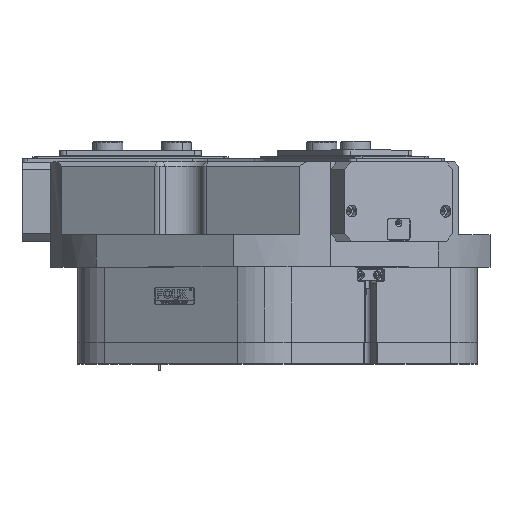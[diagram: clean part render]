
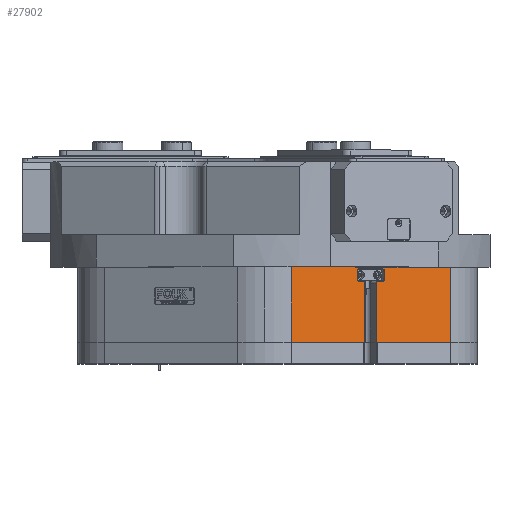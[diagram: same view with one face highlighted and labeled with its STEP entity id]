
A CAD part, top view. The second image highlights one B-rep face of the part: STEP entity #27902.
In plain terms, the highlighted planar face has unit normal (0.5, 0, 0.866).
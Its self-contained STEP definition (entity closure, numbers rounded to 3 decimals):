
#71 = CIRCLE ( 'NONE', #49824, 2.3 ) ;
#422 = VECTOR ( 'NONE', #21133, 1000. ) ;
#907 = CARTESIAN_POINT ( 'NONE',  ( 85.544, 55., 160.767 ) ) ;
#935 = CARTESIAN_POINT ( 'NONE',  ( 80.175, 56.7, 163.867 ) ) ;
#1212 = DIRECTION ( 'NONE',  ( 0., 1., 0. ) ) ;
#3025 = CARTESIAN_POINT ( 'NONE',  ( 78.183, 66., 165.017 ) ) ;
#3055 = LINE ( 'NONE', #907, #23068 ) ;
#3476 = CARTESIAN_POINT ( 'NONE',  ( 101.825, 59., 151.367 ) ) ;
#3484 = VECTOR ( 'NONE', #30768, 1000. ) ;
#3958 = VERTEX_POINT ( 'NONE', #10553 ) ;
#4106 = ORIENTED_EDGE ( 'NONE', *, *, #42750, .T. ) ;
#4611 = AXIS2_PLACEMENT_3D ( 'NONE', #3476, #45752, #33520 ) ;
#5100 = ORIENTED_EDGE ( 'NONE', *, *, #26121, .T. ) ;
#5455 = LINE ( 'NONE', #37302, #10831 ) ;
#5497 = EDGE_CURVE ( 'NONE', #20631, #28047, #3055, .T. ) ;
#5548 = VERTEX_POINT ( 'NONE', #52119 ) ;
#5780 = LINE ( 'NONE', #7508, #16480 ) ;
#5834 = DIRECTION ( 'NONE',  ( 0.866, 0., -0.5 ) ) ;
#7216 = CARTESIAN_POINT ( 'NONE',  ( 101.825, 68.3, 151.367 ) ) ;
#7225 = ORIENTED_EDGE ( 'NONE', *, *, #52126, .T. ) ;
#7508 = CARTESIAN_POINT ( 'NONE',  ( 17., 70., 200.341 ) ) ;
#8621 = EDGE_LOOP ( 'NONE', ( #26771, #31250, #9438, #53132, #10932, #5100, #48976, #7225, #23501, #52224, #44109, #20241, #21597, #23512, #17980, #38968, #55080, #4106 ) ) ;
#8703 = CARTESIAN_POINT ( 'NONE',  ( 80.175, 66., 163.867 ) ) ;
#9409 = CARTESIAN_POINT ( 'NONE',  ( 84.072, 55., 161.617 ) ) ;
#9438 = ORIENTED_EDGE ( 'NONE', *, *, #29214, .T. ) ;
#9561 = CARTESIAN_POINT ( 'NONE',  ( 96.456, 0., 154.467 ) ) ;
#9919 = VERTEX_POINT ( 'NONE', #45105 ) ;
#9921 = CARTESIAN_POINT ( 'NONE',  ( 96.456, 0., 154.467 ) ) ;
#10553 = CARTESIAN_POINT ( 'NONE',  ( 103.817, 59., 150.217 ) ) ;
#10725 = DIRECTION ( 'NONE',  ( 0.5, 0., 0.866 ) ) ;
#10831 = VECTOR ( 'NONE', #41812, 1000. ) ;
#10915 = DIRECTION ( 'NONE',  ( 0., -1., 0. ) ) ;
#10932 = ORIENTED_EDGE ( 'NONE', *, *, #28267, .T. ) ;
#11449 = VERTEX_POINT ( 'NONE', #37915 ) ;
#11471 = PLANE ( 'NONE',  #33973 ) ;
#13540 = DIRECTION ( 'NONE',  ( 0.866, 0., -0.5 ) ) ;
#13851 = DIRECTION ( 'NONE',  ( 0., -1., 0. ) ) ;
#14052 = DIRECTION ( 'NONE',  ( 0.5, 0., 0.866 ) ) ;
#14176 = DIRECTION ( 'NONE',  ( -0.5, 0., -0.866 ) ) ;
#14749 = LINE ( 'NONE', #26810, #47550 ) ;
#15057 = EDGE_CURVE ( 'NONE', #3958, #30213, #42929, .T. ) ;
#15226 = VECTOR ( 'NONE', #32617, 1000. ) ;
#15730 = VERTEX_POINT ( 'NONE', #935 ) ;
#16431 = LINE ( 'NONE', #16856, #422 ) ;
#16480 = VECTOR ( 'NONE', #46545, 1000. ) ;
#16670 = EDGE_CURVE ( 'NONE', #40082, #54361, #41433, .T. ) ;
#16856 = CARTESIAN_POINT ( 'NONE',  ( 364., 70., 0. ) ) ;
#17082 = DIRECTION ( 'NONE',  ( 0.866, 0., -0.5 ) ) ;
#17980 = ORIENTED_EDGE ( 'NONE', *, *, #45004, .F. ) ;
#19834 = EDGE_CURVE ( 'NONE', #21098, #9919, #16431, .T. ) ;
#20241 = ORIENTED_EDGE ( 'NONE', *, *, #21291, .T. ) ;
#20631 = VERTEX_POINT ( 'NONE', #39952 ) ;
#21098 = VERTEX_POINT ( 'NONE', #21929 ) ;
#21133 = DIRECTION ( 'NONE',  ( -0.866, 0., 0.5 ) ) ;
#21291 = EDGE_CURVE ( 'NONE', #30213, #31736, #37379, .T. ) ;
#21597 = ORIENTED_EDGE ( 'NONE', *, *, #34108, .T. ) ;
#21844 = CARTESIAN_POINT ( 'NONE',  ( 165., 0., 114.893 ) ) ;
#21929 = CARTESIAN_POINT ( 'NONE',  ( 165., 70., 114.893 ) ) ;
#22096 = VECTOR ( 'NONE', #1212, 1000. ) ;
#22175 = DIRECTION ( 'NONE',  ( 0., 1., 0. ) ) ;
#23068 = VECTOR ( 'NONE', #22175, 1000. ) ;
#23113 = CARTESIAN_POINT ( 'NONE',  ( 101.825, 66., 151.367 ) ) ;
#23501 = ORIENTED_EDGE ( 'NONE', *, *, #38893, .T. ) ;
#23512 = ORIENTED_EDGE ( 'NONE', *, *, #42284, .T. ) ;
#24207 = VERTEX_POINT ( 'NONE', #21844 ) ;
#24744 = CIRCLE ( 'NONE', #27905, 2.3 ) ;
#25021 = VECTOR ( 'NONE', #49859, 1000. ) ;
#25083 = LINE ( 'NONE', #53972, #25021 ) ;
#25385 = CARTESIAN_POINT ( 'NONE',  ( 85.544, 55., 160.767 ) ) ;
#25401 = VERTEX_POINT ( 'NONE', #7216 ) ;
#25817 = DIRECTION ( 'NONE',  ( 0.5, 0., 0.866 ) ) ;
#25871 = LINE ( 'NONE', #49237, #33934 ) ;
#26121 = EDGE_CURVE ( 'NONE', #5548, #40082, #41611, .T. ) ;
#26393 = EDGE_CURVE ( 'NONE', #55133, #15730, #5455, .T. ) ;
#26582 = LINE ( 'NONE', #45402, #15226 ) ;
#26771 = ORIENTED_EDGE ( 'NONE', *, *, #47272, .F. ) ;
#26810 = CARTESIAN_POINT ( 'NONE',  ( 364., 68.3, 0. ) ) ;
#26873 = CIRCLE ( 'NONE', #35302, 1.7 ) ;
#27220 = CARTESIAN_POINT ( 'NONE',  ( 78.183, 66., 165.017 ) ) ;
#27536 = AXIS2_PLACEMENT_3D ( 'NONE', #8703, #38568, #17082 ) ;
#27902 = ADVANCED_FACE ( 'NONE', ( #45571 ), #11471, .T. ) ;
#27905 = AXIS2_PLACEMENT_3D ( 'NONE', #31922, #53080, #40366 ) ;
#28047 = VERTEX_POINT ( 'NONE', #25385 ) ;
#28267 = EDGE_CURVE ( 'NONE', #15730, #5548, #24744, .T. ) ;
#29214 = EDGE_CURVE ( 'NONE', #28047, #55133, #37429, .T. ) ;
#29443 = LINE ( 'NONE', #43467, #22096 ) ;
#30213 = VERTEX_POINT ( 'NONE', #53706 ) ;
#30768 = DIRECTION ( 'NONE',  ( 0., 1., 0. ) ) ;
#31231 = CARTESIAN_POINT ( 'NONE',  ( 97.928, 56.7, 153.617 ) ) ;
#31250 = ORIENTED_EDGE ( 'NONE', *, *, #5497, .T. ) ;
#31736 = VERTEX_POINT ( 'NONE', #31231 ) ;
#31922 = CARTESIAN_POINT ( 'NONE',  ( 80.175, 59., 163.867 ) ) ;
#32015 = DIRECTION ( 'NONE',  ( -0.866, 0., 0.5 ) ) ;
#32617 = DIRECTION ( 'NONE',  ( -0.866, 0., 0.5 ) ) ;
#33520 = DIRECTION ( 'NONE',  ( 0.866, 0., -0.5 ) ) ;
#33911 = VERTEX_POINT ( 'NONE', #52191 ) ;
#33934 = VECTOR ( 'NONE', #10915, 1000. ) ;
#33973 = AXIS2_PLACEMENT_3D ( 'NONE', #40799, #10725, #41347 ) ;
#34108 = EDGE_CURVE ( 'NONE', #31736, #33911, #26873, .T. ) ;
#35038 = EDGE_CURVE ( 'NONE', #24207, #21098, #29443, .T. ) ;
#35302 = AXIS2_PLACEMENT_3D ( 'NONE', #44355, #14052, #5834 ) ;
#36663 = CARTESIAN_POINT ( 'NONE',  ( 97.928, 56.7, 153.617 ) ) ;
#37302 = CARTESIAN_POINT ( 'NONE',  ( 80.175, 56.7, 163.867 ) ) ;
#37379 = LINE ( 'NONE', #36663, #50884 ) ;
#37429 = CIRCLE ( 'NONE', #39800, 1.7 ) ;
#37915 = CARTESIAN_POINT ( 'NONE',  ( 17., 0., 200.341 ) ) ;
#38329 = CARTESIAN_POINT ( 'NONE',  ( 103.817, 66., 150.217 ) ) ;
#38568 = DIRECTION ( 'NONE',  ( -0.5, 0., -0.866 ) ) ;
#38893 = EDGE_CURVE ( 'NONE', #25401, #54395, #71, .T. ) ;
#38968 = ORIENTED_EDGE ( 'NONE', *, *, #35038, .T. ) ;
#39800 = AXIS2_PLACEMENT_3D ( 'NONE', #9409, #25817, #13540 ) ;
#39936 = VECTOR ( 'NONE', #13851, 1000. ) ;
#39952 = CARTESIAN_POINT ( 'NONE',  ( 85.544, 0., 160.767 ) ) ;
#40082 = VERTEX_POINT ( 'NONE', #3025 ) ;
#40366 = DIRECTION ( 'NONE',  ( 0.866, 0., -0.5 ) ) ;
#40799 = CARTESIAN_POINT ( 'NONE',  ( 364., 70., 0. ) ) ;
#40836 = VERTEX_POINT ( 'NONE', #9921 ) ;
#41347 = DIRECTION ( 'NONE',  ( 0.866, 0., -0.5 ) ) ;
#41433 = CIRCLE ( 'NONE', #27536, 2.3 ) ;
#41611 = LINE ( 'NONE', #27220, #3484 ) ;
#41812 = DIRECTION ( 'NONE',  ( -0.866, 0., 0.5 ) ) ;
#42284 = EDGE_CURVE ( 'NONE', #33911, #40836, #49974, .T. ) ;
#42750 = EDGE_CURVE ( 'NONE', #9919, #11449, #5780, .T. ) ;
#42929 = CIRCLE ( 'NONE', #4611, 2.3 ) ;
#43467 = CARTESIAN_POINT ( 'NONE',  ( 165., 70., 114.893 ) ) ;
#44051 = DIRECTION ( 'NONE',  ( 0.866, 0., -0.5 ) ) ;
#44109 = ORIENTED_EDGE ( 'NONE', *, *, #15057, .T. ) ;
#44355 = CARTESIAN_POINT ( 'NONE',  ( 97.928, 55., 153.617 ) ) ;
#45004 = EDGE_CURVE ( 'NONE', #24207, #40836, #26582, .T. ) ;
#45105 = CARTESIAN_POINT ( 'NONE',  ( 17., 70., 200.341 ) ) ;
#45402 = CARTESIAN_POINT ( 'NONE',  ( 364., 0., 0. ) ) ;
#45571 = FACE_OUTER_BOUND ( 'NONE', #8621, .T. ) ;
#45752 = DIRECTION ( 'NONE',  ( -0.5, 0., -0.866 ) ) ;
#46545 = DIRECTION ( 'NONE',  ( 0., -1., 0. ) ) ;
#47272 = EDGE_CURVE ( 'NONE', #20631, #11449, #25083, .T. ) ;
#47550 = VECTOR ( 'NONE', #44051, 1000. ) ;
#48976 = ORIENTED_EDGE ( 'NONE', *, *, #16670, .T. ) ;
#49237 = CARTESIAN_POINT ( 'NONE',  ( 103.817, 59., 150.217 ) ) ;
#49824 = AXIS2_PLACEMENT_3D ( 'NONE', #23113, #14176, #53061 ) ;
#49859 = DIRECTION ( 'NONE',  ( -0.866, 0., 0.5 ) ) ;
#49974 = LINE ( 'NONE', #9561, #39936 ) ;
#50403 = CARTESIAN_POINT ( 'NONE',  ( 84.072, 56.7, 161.617 ) ) ;
#50884 = VECTOR ( 'NONE', #32015, 1000. ) ;
#51991 = CARTESIAN_POINT ( 'NONE',  ( 80.175, 68.3, 163.867 ) ) ;
#52119 = CARTESIAN_POINT ( 'NONE',  ( 78.183, 59., 165.017 ) ) ;
#52126 = EDGE_CURVE ( 'NONE', #54361, #25401, #14749, .T. ) ;
#52191 = CARTESIAN_POINT ( 'NONE',  ( 96.456, 55., 154.467 ) ) ;
#52224 = ORIENTED_EDGE ( 'NONE', *, *, #54140, .T. ) ;
#53061 = DIRECTION ( 'NONE',  ( 0.866, 0., -0.5 ) ) ;
#53080 = DIRECTION ( 'NONE',  ( -0.5, 0., -0.866 ) ) ;
#53132 = ORIENTED_EDGE ( 'NONE', *, *, #26393, .T. ) ;
#53706 = CARTESIAN_POINT ( 'NONE',  ( 101.825, 56.7, 151.367 ) ) ;
#53972 = CARTESIAN_POINT ( 'NONE',  ( 364., 0., 0. ) ) ;
#54140 = EDGE_CURVE ( 'NONE', #54395, #3958, #25871, .T. ) ;
#54361 = VERTEX_POINT ( 'NONE', #51991 ) ;
#54395 = VERTEX_POINT ( 'NONE', #38329 ) ;
#55080 = ORIENTED_EDGE ( 'NONE', *, *, #19834, .T. ) ;
#55133 = VERTEX_POINT ( 'NONE', #50403 ) ;
